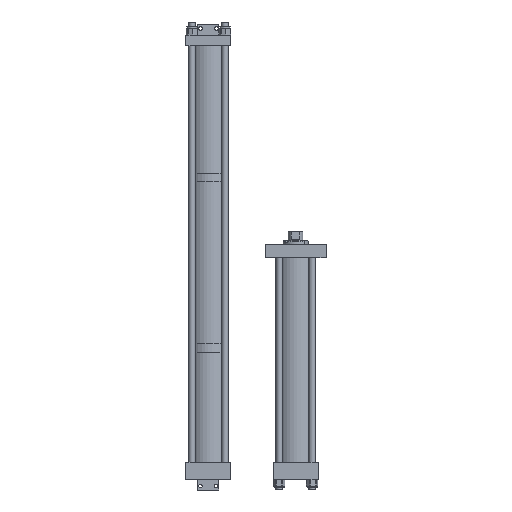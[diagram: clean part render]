
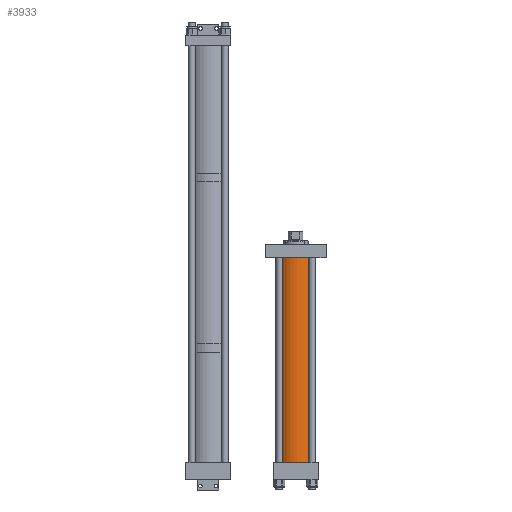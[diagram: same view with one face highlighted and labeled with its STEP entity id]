
A CAD part, front view. The second image highlights one B-rep face of the part: STEP entity #3933.
In plain terms, the highlighted cylindrical face has radius 47.625 mm (diameter 95.25 mm), a partial arc.
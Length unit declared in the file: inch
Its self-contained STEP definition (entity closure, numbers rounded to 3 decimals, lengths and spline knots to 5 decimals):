
#43 = VECTOR ( 'NONE', #11469, 39.37008 ) ;
#423 = VERTEX_POINT ( 'NONE', #10503 ) ;
#765 = EDGE_LOOP ( 'NONE', ( #13397, #10199, #11858, #4592 ) ) ;
#1418 = CARTESIAN_POINT ( 'NONE',  ( 1.875, 0., 0. ) ) ;
#1780 = FACE_OUTER_BOUND ( 'NONE', #765, .T. ) ;
#2044 = DIRECTION ( 'NONE',  ( 0., 0., 1. ) ) ;
#2602 = LINE ( 'NONE', #13484, #7123 ) ;
#2781 = DIRECTION ( 'NONE',  ( 1., 0., 0. ) ) ;
#3841 = DIRECTION ( 'NONE',  ( -1., 0., 0. ) ) ;
#3933 = ADVANCED_FACE ( 'NONE', ( #1780 ), #11038, .T. ) ;
#3944 = CARTESIAN_POINT ( 'NONE',  ( 0., 0., 0. ) ) ;
#3997 = CIRCLE ( 'NONE', #8169, 1.875 ) ;
#4592 = ORIENTED_EDGE ( 'NONE', *, *, #13523, .T. ) ;
#5437 = DIRECTION ( 'NONE',  ( 1., 0., 0. ) ) ;
#6085 = CIRCLE ( 'NONE', #11583, 1.875 ) ;
#6256 = CARTESIAN_POINT ( 'NONE',  ( -1.875, 0., 0. ) ) ;
#6430 = VERTEX_POINT ( 'NONE', #6256 ) ;
#7123 = VECTOR ( 'NONE', #13337, 39.37008 ) ;
#7749 = CARTESIAN_POINT ( 'NONE',  ( 0., 0., 19.312 ) ) ;
#8169 = AXIS2_PLACEMENT_3D ( 'NONE', #3944, #14164, #2781 ) ;
#8869 = EDGE_CURVE ( 'NONE', #423, #13978, #6085, .T. ) ;
#9484 = LINE ( 'NONE', #11561, #43 ) ;
#9685 = CARTESIAN_POINT ( 'NONE',  ( 1.875, 0., 19.312 ) ) ;
#10199 = ORIENTED_EDGE ( 'NONE', *, *, #8869, .F. ) ;
#10392 = EDGE_CURVE ( 'NONE', #423, #6430, #2602, .T. ) ;
#10503 = CARTESIAN_POINT ( 'NONE',  ( -1.875, 0., 19.312 ) ) ;
#10795 = DIRECTION ( 'NONE',  ( 0., 0., -1. ) ) ;
#11038 = CYLINDRICAL_SURFACE ( 'NONE', #11243, 1.875 ) ;
#11243 = AXIS2_PLACEMENT_3D ( 'NONE', #14369, #10795, #3841 ) ;
#11469 = DIRECTION ( 'NONE',  ( 0., 0., -1. ) ) ;
#11561 = CARTESIAN_POINT ( 'NONE',  ( 1.875, 0., 19.312 ) ) ;
#11583 = AXIS2_PLACEMENT_3D ( 'NONE', #7749, #2044, #5437 ) ;
#11668 = EDGE_CURVE ( 'NONE', #13978, #13430, #9484, .T. ) ;
#11858 = ORIENTED_EDGE ( 'NONE', *, *, #10392, .T. ) ;
#13337 = DIRECTION ( 'NONE',  ( 0., 0., -1. ) ) ;
#13397 = ORIENTED_EDGE ( 'NONE', *, *, #11668, .F. ) ;
#13430 = VERTEX_POINT ( 'NONE', #1418 ) ;
#13484 = CARTESIAN_POINT ( 'NONE',  ( -1.875, 0., 19.312 ) ) ;
#13523 = EDGE_CURVE ( 'NONE', #6430, #13430, #3997, .T. ) ;
#13978 = VERTEX_POINT ( 'NONE', #9685 ) ;
#14164 = DIRECTION ( 'NONE',  ( 0., 0., 1. ) ) ;
#14369 = CARTESIAN_POINT ( 'NONE',  ( 0., 0., 19.312 ) ) ;
